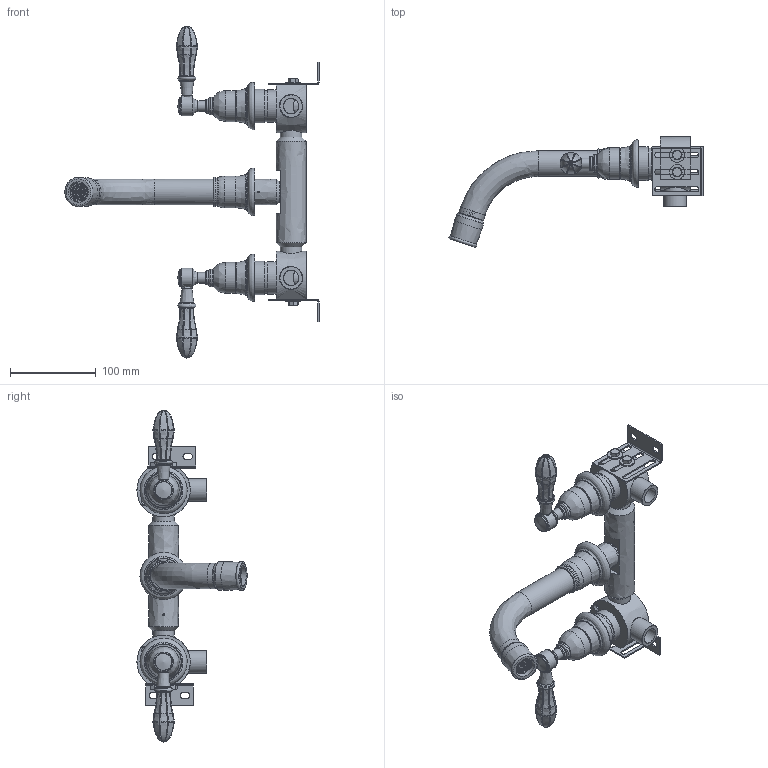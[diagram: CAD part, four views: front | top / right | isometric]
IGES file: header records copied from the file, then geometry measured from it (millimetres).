
Global section: file name: V2KA47-GB GC; native system: Autodesk Inventor 2018; preprocessor: unknown; author: aduggalther; date: 20171221.092107; units: millimetre
Bounding box: 295.72 x 128.14 x 386.4 mm (x, y, z)
Volume: 643672.4 mm3; surface area: 295422 mm2
Topology: 69 solids, 72 shells, 3173 faces, 8813 edges, 5821 vertices
Faces by surface type: bspline 3173
